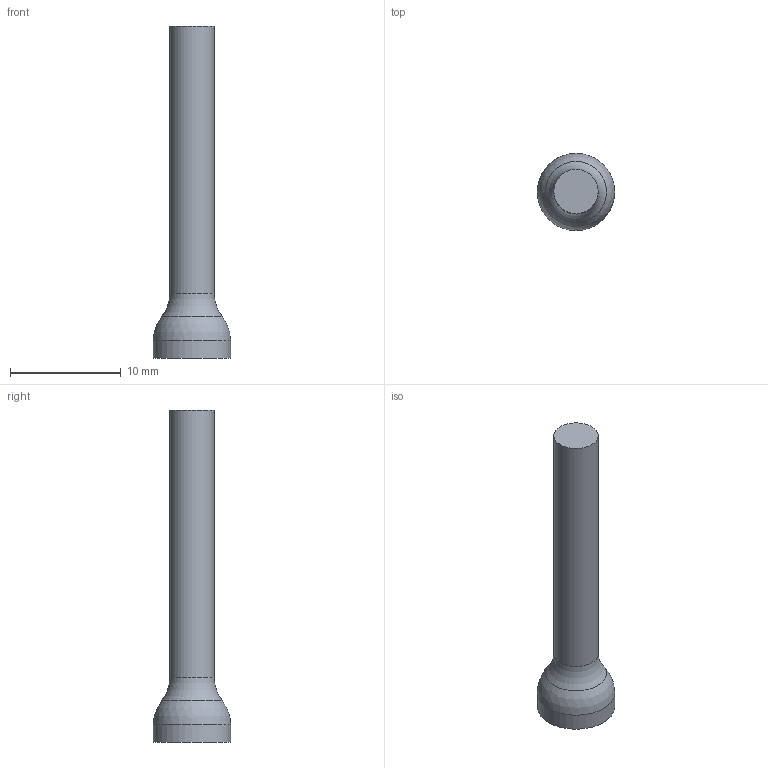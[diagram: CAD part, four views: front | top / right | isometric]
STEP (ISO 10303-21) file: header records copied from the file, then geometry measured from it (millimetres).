
FILE_DESCRIPTION(/* description */ (''),/* implementation_level */ '2;1');
FILE_NAME(/* name */ 'MTK_SCREP_LIFT_TUBE v2.step',/* time_stamp */ '2023-01-21T13:46:08+03:00',/* author */ (''),/* organization */ (''),/* preprocessor_version */ 'ST-DEVELOPER v19.2',/* originating_system */ 'Autodesk Translation Framework v11.17.0.187',/* authorisation */ '');
FILE_SCHEMA (('AUTOMOTIVE_DESIGN { 1 0 10303 214 3 1 1 }'));
Length unit declared in the file: millimetre
Products named in the file (1): MTK_SCREP_LIFT_TUBE
Bounding box: 7 x 7 x 30 mm (x, y, z)
Volume: 469.6 mm3; surface area: 468.8 mm2
Topology: 1 solids, 1 shells, 6 faces, 11 edges, 7 vertices
Faces by surface type: cylinder 2, plane 2, sphere 1, torus 1
Full cylindrical faces by diameter (mm): 4 x1, 7 x1
Entity records: 189 total; most frequent: DIRECTION 34, CARTESIAN_POINT 25, ORIENTED_EDGE 22, AXIS2_PLACEMENT_3D 16, EDGE_CURVE 11, CIRCLE 9, VERTEX_POINT 7, FACE_OUTER_BOUND 6
